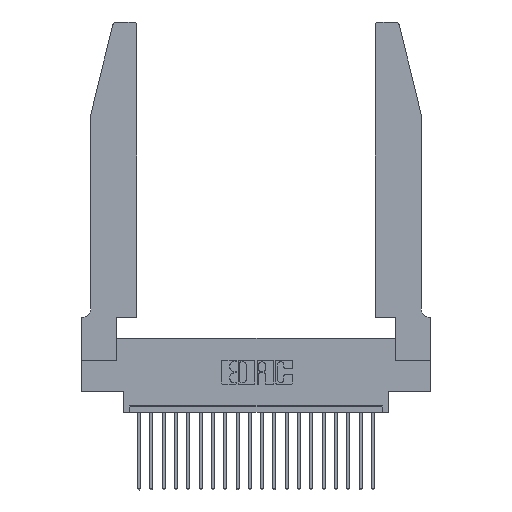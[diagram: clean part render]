
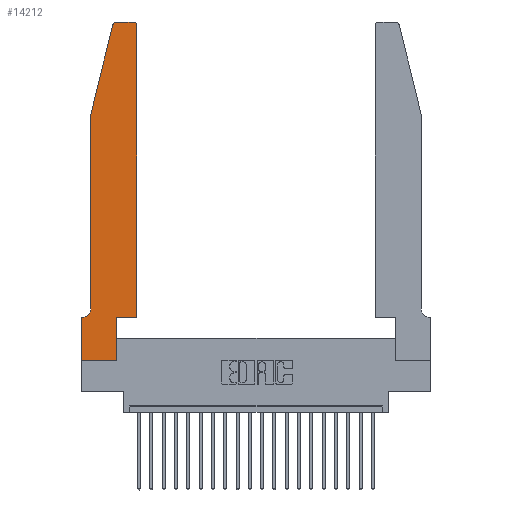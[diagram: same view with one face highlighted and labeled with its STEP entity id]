
A CAD part, top view. The second image highlights one B-rep face of the part: STEP entity #14212.
In plain terms, the highlighted planar face has unit normal (0, 0, 1).
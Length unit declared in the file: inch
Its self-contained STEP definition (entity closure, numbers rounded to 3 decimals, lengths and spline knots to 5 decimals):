
#174 = EDGE_CURVE ( 'NONE', #15441, #8226, #4434, .T. ) ;
#234 = CARTESIAN_POINT ( 'NONE',  ( 0.4505, 2.72, 0.37 ) ) ;
#401 = CARTESIAN_POINT ( 'NONE',  ( 0.0755, 2., 0.37 ) ) ;
#433 = EDGE_LOOP ( 'NONE', ( #21856, #2784, #19514, #14199, #7174, #2182, #4548, #7734, #4384, #8009, #9419, #3407 ) ) ;
#569 = DIRECTION ( 'NONE',  ( 0., -1., 0. ) ) ;
#605 = VERTEX_POINT ( 'NONE', #9023 ) ;
#701 = EDGE_CURVE ( 'NONE', #605, #19986, #14400, .T. ) ;
#1262 = CARTESIAN_POINT ( 'NONE',  ( 0., 0.35, 0.37 ) ) ;
#1297 = VERTEX_POINT ( 'NONE', #7134 ) ;
#2061 = CARTESIAN_POINT ( 'NONE',  ( 0.2865, 0., 0.37 ) ) ;
#2182 = ORIENTED_EDGE ( 'NONE', *, *, #9906, .T. ) ;
#2251 = EDGE_CURVE ( 'NONE', #22331, #1297, #21553, .T. ) ;
#2300 = CARTESIAN_POINT ( 'NONE',  ( 0.0055, 0.35, 0.37 ) ) ;
#2399 = DIRECTION ( 'NONE',  ( -1., 0., 0. ) ) ;
#2658 = DIRECTION ( 'NONE',  ( 1., 0., 0. ) ) ;
#2683 = EDGE_CURVE ( 'NONE', #9807, #20751, #4356, .T. ) ;
#2689 = CARTESIAN_POINT ( 'NONE',  ( 0.284, 2.75, 0.37 ) ) ;
#2784 = ORIENTED_EDGE ( 'NONE', *, *, #2251, .T. ) ;
#3191 = CARTESIAN_POINT ( 'NONE',  ( 0.2605, 2.75, 0.37 ) ) ;
#3221 = CARTESIAN_POINT ( 'NONE',  ( 0.2865, 0.35, 0.37 ) ) ;
#3407 = ORIENTED_EDGE ( 'NONE', *, *, #2683, .T. ) ;
#3779 = CARTESIAN_POINT ( 'NONE',  ( 0.0755, 0.42, 0.37 ) ) ;
#4102 = CARTESIAN_POINT ( 'NONE',  ( 0., 0., 0.37 ) ) ;
#4328 = PLANE ( 'NONE',  #7841 ) ;
#4356 = CIRCLE ( 'NONE', #9502, 0.03 ) ;
#4384 = ORIENTED_EDGE ( 'NONE', *, *, #6064, .T. ) ;
#4434 = LINE ( 'NONE', #12432, #4995 ) ;
#4548 = ORIENTED_EDGE ( 'NONE', *, *, #174, .T. ) ;
#4974 = VECTOR ( 'NONE', #569, 39.37008 ) ;
#4995 = VECTOR ( 'NONE', #5193, 39.37008 ) ;
#5193 = DIRECTION ( 'NONE',  ( 0., -1., 0. ) ) ;
#6064 = EDGE_CURVE ( 'NONE', #20516, #22038, #10300, .T. ) ;
#6111 = DIRECTION ( 'NONE',  ( -1., 0., 0. ) ) ;
#6124 = VERTEX_POINT ( 'NONE', #17763 ) ;
#6435 = FACE_OUTER_BOUND ( 'NONE', #433, .T. ) ;
#7134 = CARTESIAN_POINT ( 'NONE',  ( 0.25487, 2.72718, 0.37 ) ) ;
#7174 = ORIENTED_EDGE ( 'NONE', *, *, #14409, .T. ) ;
#7371 = CARTESIAN_POINT ( 'NONE',  ( 0.2865, 0.35, 0.37 ) ) ;
#7613 = CARTESIAN_POINT ( 'NONE',  ( 0.0755, 0.35, 0.37 ) ) ;
#7734 = ORIENTED_EDGE ( 'NONE', *, *, #18678, .T. ) ;
#7824 = VECTOR ( 'NONE', #10211, 39.37008 ) ;
#7835 = DIRECTION ( 'NONE',  ( -0.239, -0.971, 0. ) ) ;
#7841 = AXIS2_PLACEMENT_3D ( 'NONE', #14868, #14801, #2658 ) ;
#8009 = ORIENTED_EDGE ( 'NONE', *, *, #17066, .T. ) ;
#8226 = VERTEX_POINT ( 'NONE', #4102 ) ;
#8280 = DIRECTION ( 'NONE',  ( 0., 0., 1. ) ) ;
#8413 = DIRECTION ( 'NONE',  ( 0., 0., 1. ) ) ;
#8493 = DIRECTION ( 'NONE',  ( 1., 0., 0. ) ) ;
#9023 = CARTESIAN_POINT ( 'NONE',  ( 0.0755, 2., 0.37 ) ) ;
#9194 = LINE ( 'NONE', #14216, #16122 ) ;
#9419 = ORIENTED_EDGE ( 'NONE', *, *, #14785, .T. ) ;
#9502 = AXIS2_PLACEMENT_3D ( 'NONE', #13737, #8413, #8493 ) ;
#9767 = CIRCLE ( 'NONE', #18821, 0.07 ) ;
#9807 = VERTEX_POINT ( 'NONE', #234 ) ;
#9906 = EDGE_CURVE ( 'NONE', #10610, #15441, #13999, .T. ) ;
#10211 = DIRECTION ( 'NONE',  ( -1., 0., 0. ) ) ;
#10300 = LINE ( 'NONE', #7371, #20273 ) ;
#10432 = DIRECTION ( 'NONE',  ( 1., 0., 0. ) ) ;
#10610 = VERTEX_POINT ( 'NONE', #2300 ) ;
#10936 = CARTESIAN_POINT ( 'NONE',  ( 0.4505, 0.35, 0.37 ) ) ;
#11048 = DIRECTION ( 'NONE',  ( 1., 0., 0. ) ) ;
#11148 = LINE ( 'NONE', #10936, #16144 ) ;
#11845 = VECTOR ( 'NONE', #7835, 39.37008 ) ;
#11947 = CARTESIAN_POINT ( 'NONE',  ( 0.284, 2.72, 0.37 ) ) ;
#12017 = DIRECTION ( 'NONE',  ( 1., 0., 0. ) ) ;
#12432 = CARTESIAN_POINT ( 'NONE',  ( 0., 0., 0.37 ) ) ;
#12583 = DIRECTION ( 'NONE',  ( 0., 1., 0. ) ) ;
#13058 = AXIS2_PLACEMENT_3D ( 'NONE', #11947, #8280, #12017 ) ;
#13440 = VECTOR ( 'NONE', #2399, 39.37008 ) ;
#13737 = CARTESIAN_POINT ( 'NONE',  ( 0.4205, 2.72, 0.37 ) ) ;
#13999 = LINE ( 'NONE', #7613, #13440 ) ;
#14199 = ORIENTED_EDGE ( 'NONE', *, *, #701, .T. ) ;
#14212 = ADVANCED_FACE ( 'NONE', ( #6435 ), #4328, .T. ) ;
#14216 = CARTESIAN_POINT ( 'NONE',  ( 0.4505, 0.35, 0.37 ) ) ;
#14361 = DIRECTION ( 'NONE',  ( 0., 1., 0. ) ) ;
#14400 = LINE ( 'NONE', #401, #4974 ) ;
#14409 = EDGE_CURVE ( 'NONE', #19986, #10610, #9767, .T. ) ;
#14785 = EDGE_CURVE ( 'NONE', #6124, #9807, #11148, .T. ) ;
#14800 = DIRECTION ( 'NONE',  ( 0., 0., -1. ) ) ;
#14801 = DIRECTION ( 'NONE',  ( 0., 0., 1. ) ) ;
#14868 = CARTESIAN_POINT ( 'NONE',  ( 0., 0.35, 0.37 ) ) ;
#15441 = VERTEX_POINT ( 'NONE', #1262 ) ;
#16122 = VECTOR ( 'NONE', #10432, 39.37008 ) ;
#16144 = VECTOR ( 'NONE', #12583, 39.37008 ) ;
#16558 = LINE ( 'NONE', #20363, #11845 ) ;
#17066 = EDGE_CURVE ( 'NONE', #22038, #6124, #9194, .T. ) ;
#17223 = LINE ( 'NONE', #3191, #7824 ) ;
#17763 = CARTESIAN_POINT ( 'NONE',  ( 0.4505, 0.35, 0.37 ) ) ;
#17936 = CARTESIAN_POINT ( 'NONE',  ( 0., 0., 0.37 ) ) ;
#18501 = LINE ( 'NONE', #17936, #19616 ) ;
#18585 = CARTESIAN_POINT ( 'NONE',  ( 0.0055, 0.42, 0.37 ) ) ;
#18678 = EDGE_CURVE ( 'NONE', #8226, #20516, #18501, .T. ) ;
#18821 = AXIS2_PLACEMENT_3D ( 'NONE', #18585, #14800, #6111 ) ;
#19289 = EDGE_CURVE ( 'NONE', #1297, #605, #16558, .T. ) ;
#19514 = ORIENTED_EDGE ( 'NONE', *, *, #19289, .T. ) ;
#19616 = VECTOR ( 'NONE', #11048, 39.37008 ) ;
#19986 = VERTEX_POINT ( 'NONE', #3779 ) ;
#20273 = VECTOR ( 'NONE', #14361, 39.37008 ) ;
#20363 = CARTESIAN_POINT ( 'NONE',  ( 0.0755, 2., 0.37 ) ) ;
#20495 = CARTESIAN_POINT ( 'NONE',  ( 0.4205, 2.75, 0.37 ) ) ;
#20516 = VERTEX_POINT ( 'NONE', #2061 ) ;
#20751 = VERTEX_POINT ( 'NONE', #20495 ) ;
#21553 = CIRCLE ( 'NONE', #13058, 0.03 ) ;
#21856 = ORIENTED_EDGE ( 'NONE', *, *, #22501, .T. ) ;
#22038 = VERTEX_POINT ( 'NONE', #3221 ) ;
#22331 = VERTEX_POINT ( 'NONE', #2689 ) ;
#22501 = EDGE_CURVE ( 'NONE', #20751, #22331, #17223, .T. ) ;
